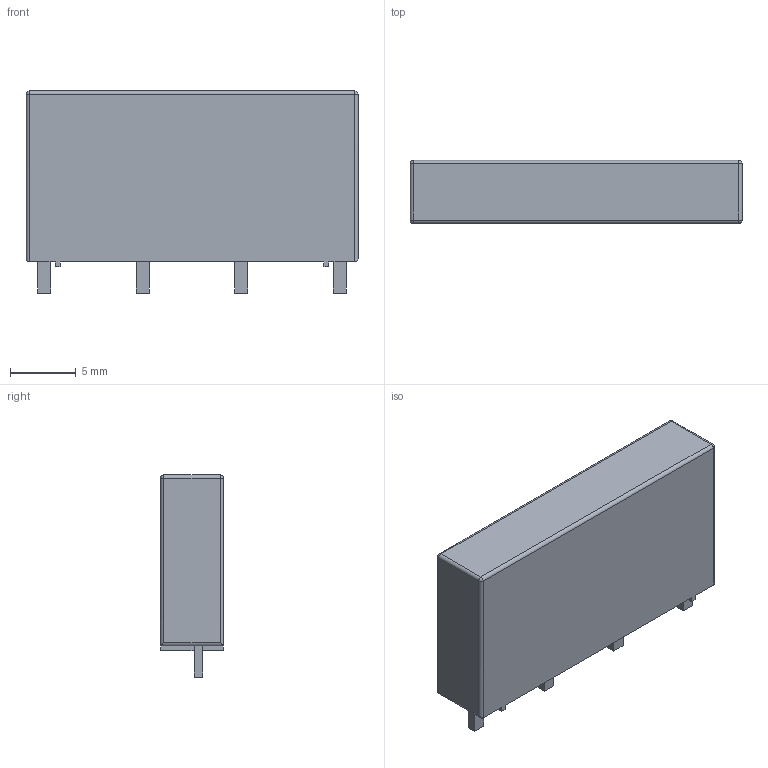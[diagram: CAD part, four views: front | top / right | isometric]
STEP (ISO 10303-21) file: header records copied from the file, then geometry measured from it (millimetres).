
FILE_DESCRIPTION (( 'STEP AP214' ), '1' );
FILE_NAME ( 'SIP480W100P750L2530H1340Q4.STEP', '2022-11-18T18:22:33', ( '' ), ( '' ), '', '©2017 PCB Libraries, Inc.', '' );
FILE_SCHEMA (( 'AUTOMOTIVE_DESIGN' ));
Length unit declared in the file: millimetre
Products named in the file (1): SIP480W100P750L2530H1340Q4
Bounding box: 25.3 x 4.8 x 15.4 mm (x, y, z)
Volume: 1587 mm3; surface area: 1058 mm2
Topology: 5 solids, 5 shells, 52 faces, 114 edges, 68 vertices
Faces by surface type: plane 38, cylinder 10, sphere 4
Entity records: 1578 total; most frequent: CARTESIAN_POINT 243, DIRECTION 224, ORIENTED_EDGE 220, EDGE_CURVE 110, VECTOR 94, LINE 94, VERTEX_POINT 68, AXIS2_PLACEMENT_3D 65
